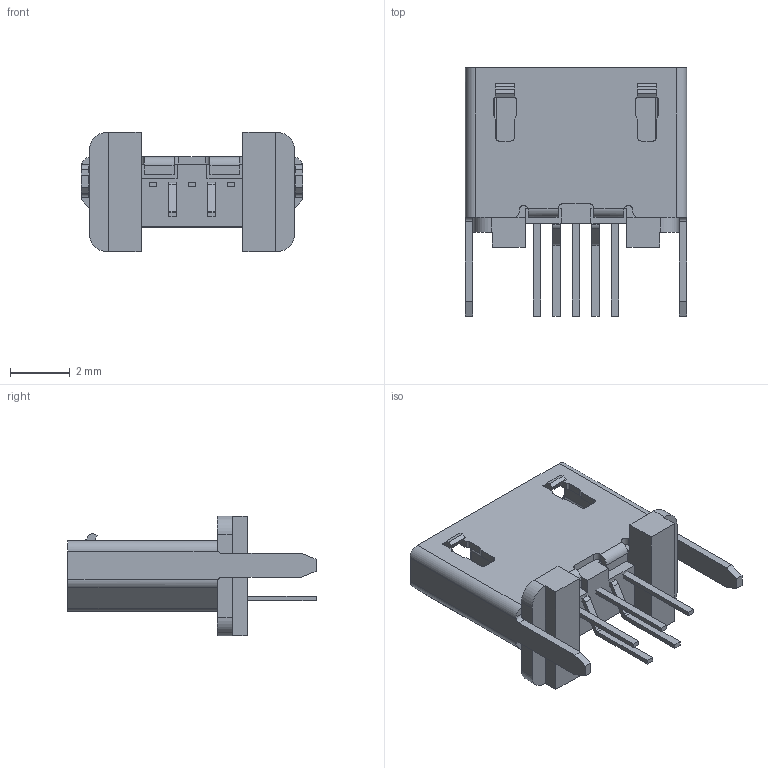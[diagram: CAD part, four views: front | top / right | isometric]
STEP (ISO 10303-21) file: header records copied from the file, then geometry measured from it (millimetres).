
FILE_DESCRIPTION( ( 'STEP AP203' ), '1' );
FILE_NAME( 'USB3145-30-0-A.stp', '2022-01-26T18:43:14', ( 'License CC BY-ND 4.0' ), ( 'CADENAS' ), ' ', 'PARTsolutions', ' ' );
FILE_SCHEMA( ( 'CONFIG_CONTROL_DESIGN' ) );
Length unit declared in the file: millimetre
Products named in the file (8): USB3145-30-0-A; Imported1; ÒÆ¶¯Ãæ1; µ¹½Ç1
Assembly tree (7 placements, depth 2):
  USB3145-30-0-A
    Imported1
    Imported1
    Imported1
    Imported1
    Imported1
    ÒÆ¶¯Ãæ1
    µ¹½Ç1
Bounding box: 7.4 x 8.3 x 4 mm (x, y, z)
Volume: 57.4 mm3; surface area: 352.7 mm2
Topology: 7 solids, 7 shells, 502 faces, 1397 edges, 910 vertices
Faces by surface type: plane 390, cylinder 102, cone 6, bspline 4
Entity records: 16218 total; most frequent: CARTESIAN_POINT 2951, ORIENTED_EDGE 2794, DIRECTION 2589, EDGE_CURVE 1397, LINE 1177, VECTOR 1177, VERTEX_POINT 910, AXIS2_PLACEMENT_3D 706
